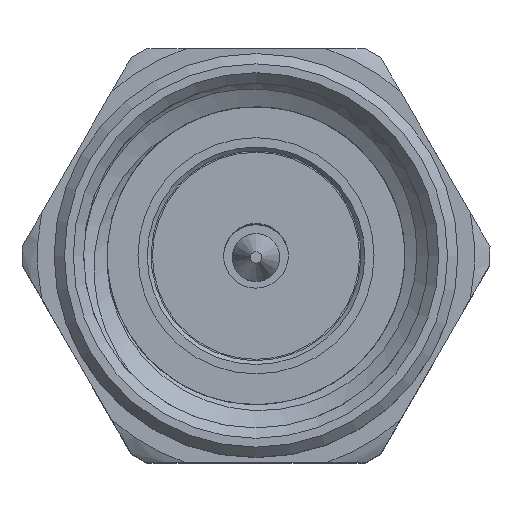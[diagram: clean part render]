
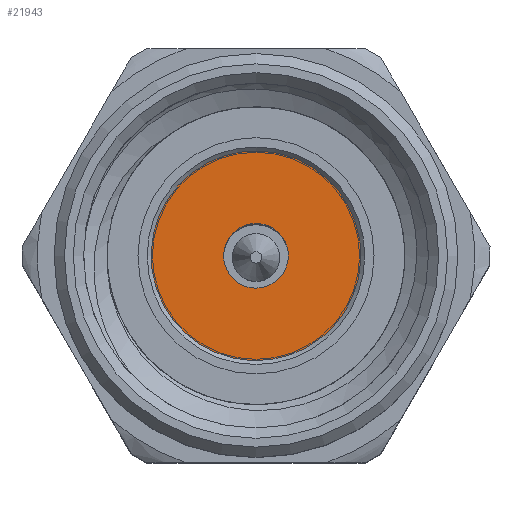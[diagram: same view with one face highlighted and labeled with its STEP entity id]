
A CAD part, top view. The second image highlights one B-rep face of the part: STEP entity #21943.
In plain terms, the highlighted face is planar.
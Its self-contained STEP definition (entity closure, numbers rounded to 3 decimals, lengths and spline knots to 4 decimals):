
#11316=ORIENTED_EDGE('',*,*,#14722,.F.);
#11317=ORIENTED_EDGE('',*,*,#14723,.T.);
#14722=EDGE_CURVE('',#16467,#16467,#16723,.T.);
#14723=EDGE_CURVE('',#16468,#16468,#16724,.T.);
#16467=VERTEX_POINT('',#62675);
#16468=VERTEX_POINT('',#62678);
#16723=CIRCLE('',#22711,0.625);
#16724=CIRCLE('',#22713,2.025);
#18396=EDGE_LOOP('',(#11316));
#18397=EDGE_LOOP('',(#11317));
#20118=FACE_BOUND('',#18396,.T.);
#20119=FACE_BOUND('',#18397,.T.);
#20318=PLANE('',#22715);
#21943=ADVANCED_FACE('',(#20118,#20119),#20318,.T.);
#22711=AXIS2_PLACEMENT_3D('',#62674,#24268,#24269);
#22713=AXIS2_PLACEMENT_3D('',#62677,#24272,#24273);
#22715=AXIS2_PLACEMENT_3D('',#62681,#24276,#24277);
#24268=DIRECTION('',(0.,1.,0.));
#24269=DIRECTION('',(1.,0.,0.));
#24272=DIRECTION('',(0.,1.,0.));
#24273=DIRECTION('',(1.,0.,0.));
#24276=DIRECTION('',(0.,1.,0.));
#24277=DIRECTION('',(0.,0.,1.));
#62674=CARTESIAN_POINT('',(0.,6.55,0.));
#62675=CARTESIAN_POINT('',(0.625,6.55,0.));
#62677=CARTESIAN_POINT('',(0.,6.55,0.));
#62678=CARTESIAN_POINT('',(2.025,6.55,0.));
#62681=CARTESIAN_POINT('',(0.,6.55,0.));
